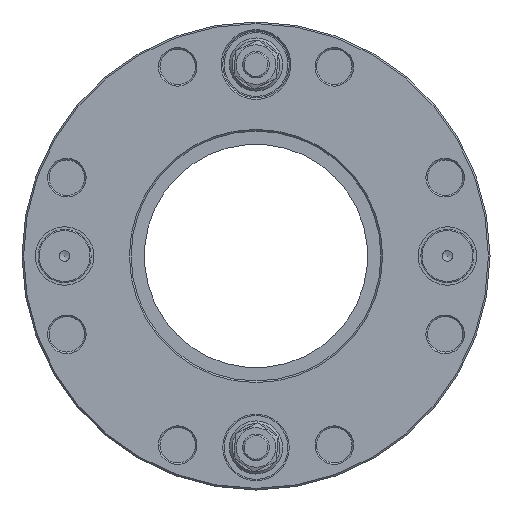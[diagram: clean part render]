
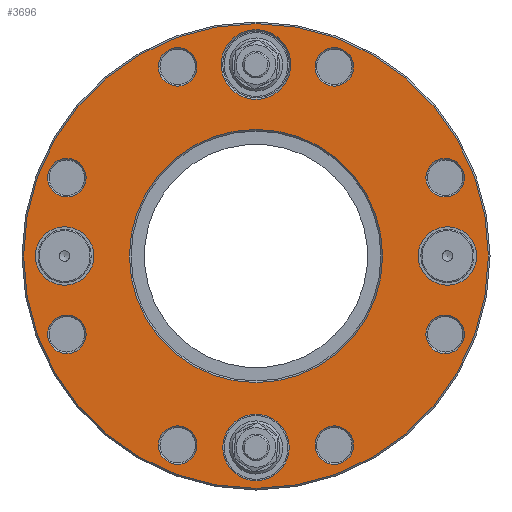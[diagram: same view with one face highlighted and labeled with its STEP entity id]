
A CAD part, front view. The second image highlights one B-rep face of the part: STEP entity #3696.
In plain terms, the highlighted planar face has unit normal (0, -1, 0).
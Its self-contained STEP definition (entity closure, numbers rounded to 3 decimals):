
#252=PLANE('',#4037);
#700=ORIENTED_EDGE('',*,*,#1011,.T.);
#701=ORIENTED_EDGE('',*,*,#1012,.F.);
#702=ORIENTED_EDGE('',*,*,#1013,.T.);
#703=ORIENTED_EDGE('',*,*,#999,.T.);
#704=ORIENTED_EDGE('',*,*,#997,.T.);
#705=ORIENTED_EDGE('',*,*,#995,.T.);
#706=ORIENTED_EDGE('',*,*,#993,.T.);
#707=ORIENTED_EDGE('',*,*,#991,.T.);
#708=ORIENTED_EDGE('',*,*,#989,.T.);
#709=ORIENTED_EDGE('',*,*,#987,.T.);
#710=ORIENTED_EDGE('',*,*,#985,.T.);
#711=ORIENTED_EDGE('',*,*,#983,.T.);
#712=ORIENTED_EDGE('',*,*,#980,.T.);
#713=ORIENTED_EDGE('',*,*,#979,.T.);
#979=EDGE_CURVE('',#1211,#1211,#1395,.T.);
#980=EDGE_CURVE('',#1212,#1212,#1396,.F.);
#983=EDGE_CURVE('',#1215,#1215,#1399,.F.);
#985=EDGE_CURVE('',#1217,#1217,#1401,.F.);
#987=EDGE_CURVE('',#1219,#1219,#1403,.F.);
#989=EDGE_CURVE('',#1221,#1221,#1405,.F.);
#991=EDGE_CURVE('',#1223,#1223,#1407,.F.);
#993=EDGE_CURVE('',#1225,#1225,#1409,.F.);
#995=EDGE_CURVE('',#1227,#1227,#1411,.F.);
#997=EDGE_CURVE('',#1229,#1229,#1413,.F.);
#999=EDGE_CURVE('',#1231,#1231,#1415,.F.);
#1011=EDGE_CURVE('',#1243,#1243,#1427,.T.);
#1012=EDGE_CURVE('',#1244,#1244,#1428,.T.);
#1013=EDGE_CURVE('',#1245,#1245,#1429,.T.);
#1211=VERTEX_POINT('',#5550);
#1212=VERTEX_POINT('',#5553);
#1215=VERTEX_POINT('',#5560);
#1217=VERTEX_POINT('',#5565);
#1219=VERTEX_POINT('',#5570);
#1221=VERTEX_POINT('',#5575);
#1223=VERTEX_POINT('',#5580);
#1225=VERTEX_POINT('',#5585);
#1227=VERTEX_POINT('',#5590);
#1229=VERTEX_POINT('',#5595);
#1231=VERTEX_POINT('',#5600);
#1243=VERTEX_POINT('',#5636);
#1244=VERTEX_POINT('',#5638);
#1245=VERTEX_POINT('',#5640);
#1395=CIRCLE('',#3984,43.7);
#1396=CIRCLE('',#3986,23.8);
#1399=CIRCLE('',#3990,3.624);
#1401=CIRCLE('',#3993,3.624);
#1403=CIRCLE('',#3996,3.624);
#1405=CIRCLE('',#3999,3.624);
#1407=CIRCLE('',#4002,3.624);
#1409=CIRCLE('',#4005,3.624);
#1411=CIRCLE('',#4008,3.624);
#1413=CIRCLE('',#4011,6.55);
#1415=CIRCLE('',#4014,3.624);
#1427=CIRCLE('',#4038,5.5);
#1428=CIRCLE('',#4039,6.25);
#1429=CIRCLE('',#4040,5.5);
#1756=EDGE_LOOP('',(#700));
#1757=EDGE_LOOP('',(#701));
#1758=EDGE_LOOP('',(#702));
#1759=EDGE_LOOP('',(#703));
#1760=EDGE_LOOP('',(#704));
#1761=EDGE_LOOP('',(#705));
#1762=EDGE_LOOP('',(#706));
#1763=EDGE_LOOP('',(#707));
#1764=EDGE_LOOP('',(#708));
#1765=EDGE_LOOP('',(#709));
#1766=EDGE_LOOP('',(#710));
#1767=EDGE_LOOP('',(#711));
#1768=EDGE_LOOP('',(#712));
#1769=EDGE_LOOP('',(#713));
#2138=FACE_BOUND('',#1756,.T.);
#2139=FACE_BOUND('',#1757,.T.);
#2140=FACE_BOUND('',#1758,.T.);
#2141=FACE_BOUND('',#1759,.T.);
#2142=FACE_BOUND('',#1760,.T.);
#2143=FACE_BOUND('',#1761,.T.);
#2144=FACE_BOUND('',#1762,.T.);
#2145=FACE_BOUND('',#1763,.T.);
#2146=FACE_BOUND('',#1764,.T.);
#2147=FACE_BOUND('',#1765,.T.);
#2148=FACE_BOUND('',#1766,.T.);
#2149=FACE_BOUND('',#1767,.T.);
#2150=FACE_BOUND('',#1768,.T.);
#2151=FACE_BOUND('',#1769,.T.);
#3696=ADVANCED_FACE('',(#2138,#2139,#2140,#2141,#2142,#2143,#2144,#2145,
#2146,#2147,#2148,#2149,#2150,#2151),#252,.T.);
#3984=AXIS2_PLACEMENT_3D('',#5549,#4634,#4635);
#3986=AXIS2_PLACEMENT_3D('',#5552,#4638,#4639);
#3990=AXIS2_PLACEMENT_3D('',#5559,#4646,#4647);
#3993=AXIS2_PLACEMENT_3D('',#5564,#4652,#4653);
#3996=AXIS2_PLACEMENT_3D('',#5569,#4658,#4659);
#3999=AXIS2_PLACEMENT_3D('',#5574,#4664,#4665);
#4002=AXIS2_PLACEMENT_3D('',#5579,#4670,#4671);
#4005=AXIS2_PLACEMENT_3D('',#5584,#4676,#4677);
#4008=AXIS2_PLACEMENT_3D('',#5589,#4682,#4683);
#4011=AXIS2_PLACEMENT_3D('',#5594,#4688,#4689);
#4014=AXIS2_PLACEMENT_3D('',#5599,#4694,#4695);
#4037=AXIS2_PLACEMENT_3D('',#5634,#4740,#4741);
#4038=AXIS2_PLACEMENT_3D('',#5635,#4742,#4743);
#4039=AXIS2_PLACEMENT_3D('',#5637,#4744,#4745);
#4040=AXIS2_PLACEMENT_3D('',#5639,#4746,#4747);
#4634=DIRECTION('',(0.,-1.,0.));
#4635=DIRECTION('',(0.,0.,-1.));
#4638=DIRECTION('',(0.,-1.,0.));
#4639=DIRECTION('',(0.,0.,-1.));
#4646=DIRECTION('',(0.,-1.,0.));
#4647=DIRECTION('',(0.,0.,-1.));
#4652=DIRECTION('',(0.,-1.,0.));
#4653=DIRECTION('',(0.,0.,-1.));
#4658=DIRECTION('',(0.,-1.,0.));
#4659=DIRECTION('',(0.,0.,-1.));
#4664=DIRECTION('',(0.,-1.,0.));
#4665=DIRECTION('',(0.,0.,-1.));
#4670=DIRECTION('',(0.,-1.,0.));
#4671=DIRECTION('',(0.,0.,-1.));
#4676=DIRECTION('',(0.,-1.,0.));
#4677=DIRECTION('',(0.,0.,-1.));
#4682=DIRECTION('',(0.,-1.,0.));
#4683=DIRECTION('',(0.,0.,-1.));
#4688=DIRECTION('',(0.,-1.,0.));
#4689=DIRECTION('',(0.,0.,-1.));
#4694=DIRECTION('',(0.,-1.,0.));
#4695=DIRECTION('',(0.,0.,-1.));
#4740=DIRECTION('',(0.,-1.,0.));
#4741=DIRECTION('',(0.,0.,-1.));
#4742=DIRECTION('',(0.,1.,0.));
#4743=DIRECTION('',(0.,0.,1.));
#4744=DIRECTION('',(0.,-1.,0.));
#4745=DIRECTION('',(0.,0.,-1.));
#4746=DIRECTION('',(0.,1.,0.));
#4747=DIRECTION('',(0.,0.,-1.));
#5549=CARTESIAN_POINT('',(0.,0.,0.));
#5550=CARTESIAN_POINT('',(0.,0.,-43.7));
#5552=CARTESIAN_POINT('',(0.,0.,0.));
#5553=CARTESIAN_POINT('',(0.,0.,-23.8));
#5559=CARTESIAN_POINT('',(35.569,0.,14.733));
#5560=CARTESIAN_POINT('',(35.569,0.,11.11));
#5564=CARTESIAN_POINT('',(35.569,0.,-14.733));
#5565=CARTESIAN_POINT('',(35.569,0.,-18.357));
#5569=CARTESIAN_POINT('',(14.733,0.,-35.569));
#5570=CARTESIAN_POINT('',(14.733,0.,-39.193));
#5574=CARTESIAN_POINT('',(-14.733,0.,-35.569));
#5575=CARTESIAN_POINT('',(-14.733,0.,-39.193));
#5579=CARTESIAN_POINT('',(-35.569,0.,-14.733));
#5580=CARTESIAN_POINT('',(-35.569,0.,-18.357));
#5584=CARTESIAN_POINT('',(-35.569,0.,14.733));
#5585=CARTESIAN_POINT('',(-35.569,0.,11.11));
#5589=CARTESIAN_POINT('',(-14.733,0.,35.569));
#5590=CARTESIAN_POINT('',(-14.733,0.,31.946));
#5594=CARTESIAN_POINT('',(0.,0.,36.));
#5595=CARTESIAN_POINT('',(0.,0.,29.45));
#5599=CARTESIAN_POINT('',(14.733,0.,35.569));
#5600=CARTESIAN_POINT('',(14.733,0.,31.946));
#5634=CARTESIAN_POINT('',(0.,0.,0.));
#5635=CARTESIAN_POINT('',(-36.,0.,0.));
#5636=CARTESIAN_POINT('',(-36.,0.,5.5));
#5637=CARTESIAN_POINT('',(0.,0.,-36.));
#5638=CARTESIAN_POINT('',(0.,0.,-42.25));
#5639=CARTESIAN_POINT('',(36.,0.,0.));
#5640=CARTESIAN_POINT('',(36.,0.,-5.5));
